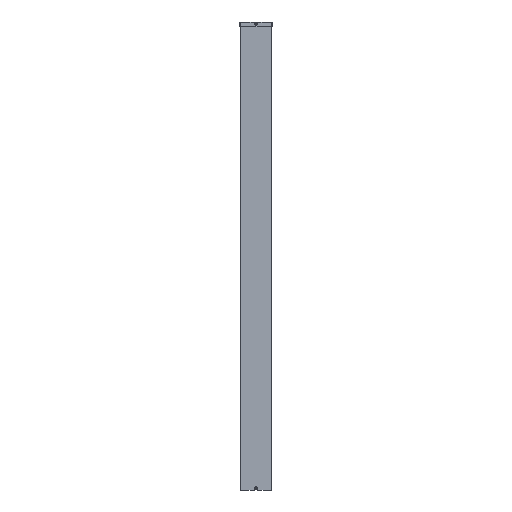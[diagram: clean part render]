
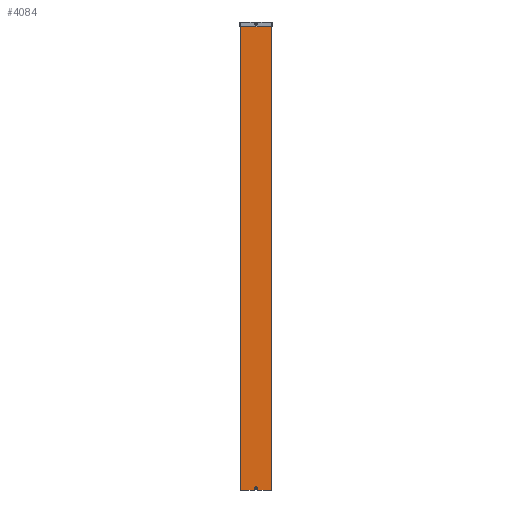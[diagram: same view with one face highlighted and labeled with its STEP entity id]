
A CAD part, front view. The second image highlights one B-rep face of the part: STEP entity #4084.
In plain terms, the highlighted planar face has unit normal (0, -1, 0).
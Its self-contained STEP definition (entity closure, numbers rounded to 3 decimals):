
#86 = LINE ( 'NONE', #6940, #8268 ) ;
#146 = CARTESIAN_POINT ( 'NONE',  ( 11.119, 0., -2968.912 ) ) ;
#156 = ORIENTED_EDGE ( 'NONE', *, *, #2960, .T. ) ;
#204 = CIRCLE ( 'NONE', #4890, 7.3 ) ;
#317 = CARTESIAN_POINT ( 'NONE',  ( 11.331, 0., -2969. ) ) ;
#342 = DIRECTION ( 'NONE',  ( -1., 0., 0. ) ) ;
#354 = DIRECTION ( 'NONE',  ( 0., 1., 0. ) ) ;
#381 = CARTESIAN_POINT ( 'NONE',  ( -10.5, 0., -2969. ) ) ;
#505 = CIRCLE ( 'NONE', #2915, 7.3 ) ;
#525 = EDGE_CURVE ( 'NONE', #2756, #4536, #2145, .T. ) ;
#557 = ORIENTED_EDGE ( 'NONE', *, *, #3500, .T. ) ;
#679 = ORIENTED_EDGE ( 'NONE', *, *, #6604, .F. ) ;
#695 = VERTEX_POINT ( 'NONE', #7506 ) ;
#876 = CIRCLE ( 'NONE', #969, 0.5 ) ;
#939 = AXIS2_PLACEMENT_3D ( 'NONE', #2648, #2661, #2666 ) ;
#969 = AXIS2_PLACEMENT_3D ( 'NONE', #381, #354, #342 ) ;
#986 = DIRECTION ( 'NONE',  ( 0., -1., 0. ) ) ;
#1146 = EDGE_LOOP ( 'NONE', ( #557, #3384, #2633, #3245, #8305, #7995, #156, #3114, #2451, #5260, #3734, #679, #1819 ) ) ;
#1293 = CARTESIAN_POINT ( 'NONE',  ( 0., 0., -2947.7 ) ) ;
#1340 = B_SPLINE_CURVE_WITH_KNOTS ( 'NONE', 3,
 ( #6003, #6691, #2646, #7348, #3313, #8029, #3978 ),
 .UNSPECIFIED., .F., .F.,
 ( 4, 1, 1, 1, 4 ),
 ( 0., 0.25, 0.5, 0.75, 1. ),
 .UNSPECIFIED. ) ;
#1389 = CARTESIAN_POINT ( 'NONE',  ( 10.5, 0., -2968.5 ) ) ;
#1559 = VERTEX_POINT ( 'NONE', #3414 ) ;
#1567 = ORIENTED_EDGE ( 'NONE', *, *, #8452, .T. ) ;
#1703 = EDGE_CURVE ( 'NONE', #8678, #1559, #876, .T. ) ;
#1819 = ORIENTED_EDGE ( 'NONE', *, *, #8487, .F. ) ;
#2145 = CIRCLE ( 'NONE', #939, 0.5 ) ;
#2340 = CARTESIAN_POINT ( 'NONE',  ( -99., 0., -2969. ) ) ;
#2451 = ORIENTED_EDGE ( 'NONE', *, *, #4439, .T. ) ;
#2516 = CARTESIAN_POINT ( 'NONE',  ( 10.854, 0., -2968.646 ) ) ;
#2600 = LINE ( 'NONE', #7335, #6937 ) ;
#2605 = AXIS2_PLACEMENT_3D ( 'NONE', #5233, #5140, #5128 ) ;
#2633 = ORIENTED_EDGE ( 'NONE', *, *, #5596, .T. ) ;
#2643 = EDGE_CURVE ( 'NONE', #1559, #2756, #6916, .T. ) ;
#2646 = CARTESIAN_POINT ( 'NONE',  ( -74.248, 0., 0. ) ) ;
#2648 = CARTESIAN_POINT ( 'NONE',  ( 10.5, 0., -2969. ) ) ;
#2661 = DIRECTION ( 'NONE',  ( 0., 1., 0. ) ) ;
#2666 = DIRECTION ( 'NONE',  ( -1., 0., 0. ) ) ;
#2672 = LINE ( 'NONE', #3159, #4862 ) ;
#2756 = VERTEX_POINT ( 'NONE', #1389 ) ;
#2915 = AXIS2_PLACEMENT_3D ( 'NONE', #7056, #3009, #7723 ) ;
#2960 = EDGE_CURVE ( 'NONE', #4536, #6586, #86, .T. ) ;
#3009 = DIRECTION ( 'NONE',  ( 0., 1., 0. ) ) ;
#3043 = CARTESIAN_POINT ( 'NONE',  ( -99., 0., -2969. ) ) ;
#3114 = ORIENTED_EDGE ( 'NONE', *, *, #3536, .T. ) ;
#3141 = DIRECTION ( 'NONE',  ( 1., 0., 0. ) ) ;
#3146 = FACE_OUTER_BOUND ( 'NONE', #1146, .T. ) ;
#3159 = CARTESIAN_POINT ( 'NONE',  ( -100., 0., -2969. ) ) ;
#3170 = VECTOR ( 'NONE', #4340, 1000. ) ;
#3190 = CARTESIAN_POINT ( 'NONE',  ( 99., 0., -2969. ) ) ;
#3245 = ORIENTED_EDGE ( 'NONE', *, *, #1703, .T. ) ;
#3313 = CARTESIAN_POINT ( 'NONE',  ( -24.75, 0., 0. ) ) ;
#3384 = ORIENTED_EDGE ( 'NONE', *, *, #7449, .T. ) ;
#3414 = CARTESIAN_POINT ( 'NONE',  ( -10.5, 0., -2968.5 ) ) ;
#3480 = DIRECTION ( 'NONE',  ( 1., 0., 0. ) ) ;
#3498 = VERTEX_POINT ( 'NONE', #4738 ) ;
#3500 = EDGE_CURVE ( 'NONE', #8566, #695, #4702, .T. ) ;
#3515 = VERTEX_POINT ( 'NONE', #3920 ) ;
#3536 = EDGE_CURVE ( 'NONE', #6586, #4953, #4966, .T. ) ;
#3558 = CARTESIAN_POINT ( 'NONE',  ( 11.331, 0., -2968.7 ) ) ;
#3578 = DIRECTION ( 'NONE',  ( 0., -1., 0. ) ) ;
#3734 = ORIENTED_EDGE ( 'NONE', *, *, #5514, .F. ) ;
#3920 = CARTESIAN_POINT ( 'NONE',  ( 0., 0., 0. ) ) ;
#3932 = VECTOR ( 'NONE', #7892, 1000. ) ;
#3959 = ORIENTED_EDGE ( 'NONE', *, *, #5589, .T. ) ;
#3978 = CARTESIAN_POINT ( 'NONE',  ( 0., 0., 0. ) ) ;
#4084 = ADVANCED_FACE ( 'NONE', ( #6336, #3146 ), #5387, .T. ) ;
#4087 = LINE ( 'NONE', #7908, #3932 ) ;
#4089 = VERTEX_POINT ( 'NONE', #5195 ) ;
#4265 = LINE ( 'NONE', #2340, #3170 ) ;
#4301 = DIRECTION ( 'NONE',  ( 1., 0., 0. ) ) ;
#4340 = DIRECTION ( 'NONE',  ( 0., 0., 1. ) ) ;
#4345 = CIRCLE ( 'NONE', #5556, 0.3 ) ;
#4439 = EDGE_CURVE ( 'NONE', #4953, #4459, #2672, .T. ) ;
#4459 = VERTEX_POINT ( 'NONE', #3190 ) ;
#4536 = VERTEX_POINT ( 'NONE', #2516 ) ;
#4667 = DIRECTION ( 'NONE',  ( 1., 0., 0. ) ) ;
#4699 = CARTESIAN_POINT ( 'NONE',  ( -100., 0., -2968.5 ) ) ;
#4702 = LINE ( 'NONE', #5156, #7152 ) ;
#4738 = CARTESIAN_POINT ( 'NONE',  ( 99., 0., 0. ) ) ;
#4862 = VECTOR ( 'NONE', #3141, 1000. ) ;
#4890 = AXIS2_PLACEMENT_3D ( 'NONE', #7404, #7383, #7373 ) ;
#4953 = VERTEX_POINT ( 'NONE', #317 ) ;
#4966 = CIRCLE ( 'NONE', #7276, 0.3 ) ;
#5033 = CARTESIAN_POINT ( 'NONE',  ( -11.331, 0., -2968.7 ) ) ;
#5053 = CARTESIAN_POINT ( 'NONE',  ( 0., 0., -2962.3 ) ) ;
#5055 = EDGE_CURVE ( 'NONE', #4459, #3498, #7589, .T. ) ;
#5085 = EDGE_LOOP ( 'NONE', ( #3959, #1567 ) ) ;
#5128 = DIRECTION ( 'NONE',  ( 1., 0., 0. ) ) ;
#5140 = DIRECTION ( 'NONE',  ( 0., -1., 0. ) ) ;
#5156 = CARTESIAN_POINT ( 'NONE',  ( -100., 0., -2969. ) ) ;
#5195 = CARTESIAN_POINT ( 'NONE',  ( -11.119, 0., -2968.912 ) ) ;
#5233 = CARTESIAN_POINT ( 'NONE',  ( 100., 0., -2969. ) ) ;
#5260 = ORIENTED_EDGE ( 'NONE', *, *, #5055, .T. ) ;
#5387 = PLANE ( 'NONE',  #2605 ) ;
#5514 = EDGE_CURVE ( 'NONE', #3515, #3498, #4087, .T. ) ;
#5556 = AXIS2_PLACEMENT_3D ( 'NONE', #5033, #986, #5716 ) ;
#5589 = EDGE_CURVE ( 'NONE', #7068, #5966, #204, .T. ) ;
#5596 = EDGE_CURVE ( 'NONE', #4089, #8678, #2600, .T. ) ;
#5644 = VECTOR ( 'NONE', #4667, 1000. ) ;
#5716 = DIRECTION ( 'NONE',  ( 1., 0., 0. ) ) ;
#5923 = DIRECTION ( 'NONE',  ( 0., 0., 1. ) ) ;
#5966 = VERTEX_POINT ( 'NONE', #5053 ) ;
#6003 = CARTESIAN_POINT ( 'NONE',  ( -99., 0., 0. ) ) ;
#6123 = CARTESIAN_POINT ( 'NONE',  ( 99., 0., -2969. ) ) ;
#6336 = FACE_BOUND ( 'NONE', #5085, .T. ) ;
#6400 = CARTESIAN_POINT ( 'NONE',  ( -99., 0., 0. ) ) ;
#6586 = VERTEX_POINT ( 'NONE', #146 ) ;
#6604 = EDGE_CURVE ( 'NONE', #7834, #3515, #1340, .T. ) ;
#6691 = CARTESIAN_POINT ( 'NONE',  ( -90.749, 0., 0. ) ) ;
#6916 = LINE ( 'NONE', #4699, #5644 ) ;
#6937 = VECTOR ( 'NONE', #7684, 1000. ) ;
#6940 = CARTESIAN_POINT ( 'NONE',  ( 11.207, 0., -2969. ) ) ;
#6966 = DIRECTION ( 'NONE',  ( 0.707, 0., -0.707 ) ) ;
#7056 = CARTESIAN_POINT ( 'NONE',  ( 0., 0., -2955. ) ) ;
#7068 = VERTEX_POINT ( 'NONE', #1293 ) ;
#7137 = CARTESIAN_POINT ( 'NONE',  ( -10.854, 0., -2968.646 ) ) ;
#7152 = VECTOR ( 'NONE', #4301, 1000. ) ;
#7276 = AXIS2_PLACEMENT_3D ( 'NONE', #3558, #3578, #3480 ) ;
#7335 = CARTESIAN_POINT ( 'NONE',  ( -11.207, 0., -2969. ) ) ;
#7348 = CARTESIAN_POINT ( 'NONE',  ( -49.498, 0., 0. ) ) ;
#7373 = DIRECTION ( 'NONE',  ( 0., 0., 1. ) ) ;
#7383 = DIRECTION ( 'NONE',  ( 0., 1., 0. ) ) ;
#7404 = CARTESIAN_POINT ( 'NONE',  ( 0., 0., -2955. ) ) ;
#7449 = EDGE_CURVE ( 'NONE', #695, #4089, #4345, .T. ) ;
#7506 = CARTESIAN_POINT ( 'NONE',  ( -11.331, 0., -2969. ) ) ;
#7589 = LINE ( 'NONE', #6123, #8353 ) ;
#7684 = DIRECTION ( 'NONE',  ( 0.707, 0., 0.707 ) ) ;
#7723 = DIRECTION ( 'NONE',  ( 0., 0., 1. ) ) ;
#7834 = VERTEX_POINT ( 'NONE', #6400 ) ;
#7892 = DIRECTION ( 'NONE',  ( 1., 0., 0. ) ) ;
#7908 = CARTESIAN_POINT ( 'NONE',  ( -99., 0., 0. ) ) ;
#7995 = ORIENTED_EDGE ( 'NONE', *, *, #525, .T. ) ;
#8029 = CARTESIAN_POINT ( 'NONE',  ( -8.25, 0., 0. ) ) ;
#8268 = VECTOR ( 'NONE', #6966, 1000. ) ;
#8305 = ORIENTED_EDGE ( 'NONE', *, *, #2643, .T. ) ;
#8353 = VECTOR ( 'NONE', #5923, 1000. ) ;
#8452 = EDGE_CURVE ( 'NONE', #5966, #7068, #505, .T. ) ;
#8487 = EDGE_CURVE ( 'NONE', #8566, #7834, #4265, .T. ) ;
#8566 = VERTEX_POINT ( 'NONE', #3043 ) ;
#8678 = VERTEX_POINT ( 'NONE', #7137 ) ;
